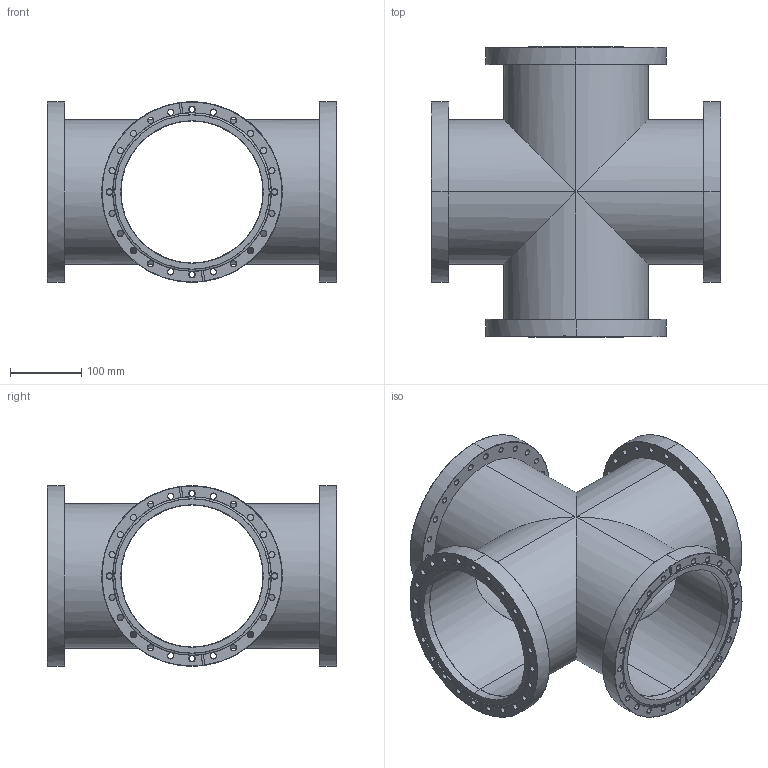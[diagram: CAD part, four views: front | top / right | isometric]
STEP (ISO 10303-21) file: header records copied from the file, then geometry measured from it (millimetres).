
FILE_DESCRIPTION (( 'STEP AP214' ), '1' );
FILE_NAME ('Hositrad_FX200-200-Cross.STEP', '2017-05-22T14:08:22', ( 'Gebruiker' ), ( '' ), 'SwSTEP 2.0', 'SolidWorks 2017', '' );
FILE_SCHEMA (( 'AUTOMOTIVE_DESIGN' ));
Length unit declared in the file: millimetre
Products named in the file (3): Hositrad_FX200-200-Cross; NW200CF-Weld_-203; Equal-4Way-Crosses-All_200-200
Assembly tree (5 placements, depth 2):
  Hositrad_FX200-200-Cross
    Equal-4Way-Crosses-All_200-200
    NW200CF-Weld_-203  x4
Bounding box: 406.4 x 406.4 x 253.2 mm (x, y, z)
Volume: 2280254.9 mm3; surface area: 989383.6 mm2
Topology: 5 solids, 5 shells, 644 faces, 1528 edges, 896 vertices
Faces by surface type: cone 356, cylinder 240, plane 48
Entity records: 5255 total; most frequent: DIRECTION 993, CARTESIAN_POINT 871, ORIENTED_EDGE 824, EDGE_CURVE 412, AXIS2_PLACEMENT_3D 409, VERTEX_POINT 239, EDGE_LOOP 231, CIRCLE 225
